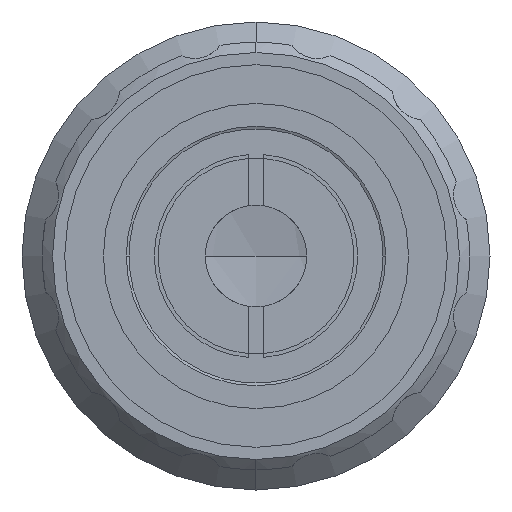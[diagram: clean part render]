
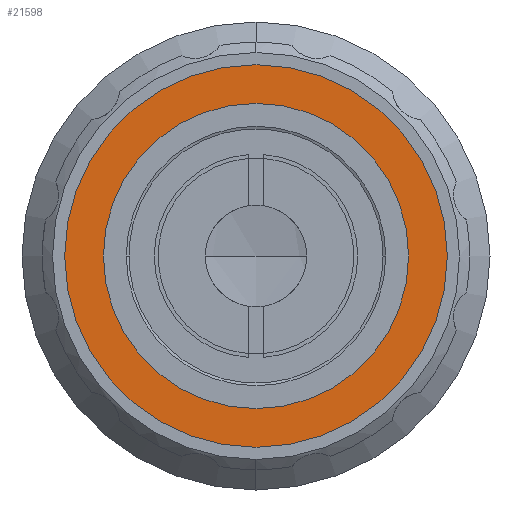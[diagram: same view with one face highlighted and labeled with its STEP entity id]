
A CAD part, left-side view. The second image highlights one B-rep face of the part: STEP entity #21598.
In plain terms, the highlighted planar face has unit normal (-1, 0, 0).
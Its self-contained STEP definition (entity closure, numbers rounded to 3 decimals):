
#132 = ORIENTED_EDGE ( 'NONE', *, *, #9787, .T. ) ;
#190 = FACE_OUTER_BOUND ( 'NONE', #7880, .T. ) ;
#504 = EDGE_LOOP ( 'NONE', ( #6770, #16778 ) ) ;
#510 = DIRECTION ( 'NONE',  ( 0., 0., 1. ) ) ;
#768 = EDGE_CURVE ( 'NONE', #11536, #10940, #8879, .T. ) ;
#1617 = EDGE_CURVE ( 'NONE', #17966, #18856, #16234, .T. ) ;
#2628 = CARTESIAN_POINT ( 'NONE',  ( -40.41, 0., 0. ) ) ;
#2748 = CARTESIAN_POINT ( 'NONE',  ( -40.41, 0., -18.8 ) ) ;
#4335 = DIRECTION ( 'NONE',  ( 0., 0., 1. ) ) ;
#4977 = PLANE ( 'NONE',  #13907 ) ;
#6284 = CARTESIAN_POINT ( 'NONE',  ( -40.41, 0., 0. ) ) ;
#6446 = CARTESIAN_POINT ( 'NONE',  ( -40.41, 0., 0. ) ) ;
#6685 = AXIS2_PLACEMENT_3D ( 'NONE', #6446, #18243, #8154 ) ;
#6770 = ORIENTED_EDGE ( 'NONE', *, *, #18513, .F. ) ;
#7880 = EDGE_LOOP ( 'NONE', ( #132, #16922 ) ) ;
#7970 = AXIS2_PLACEMENT_3D ( 'NONE', #6284, #18084, #7986 ) ;
#7986 = DIRECTION ( 'NONE',  ( 0., 0., 1. ) ) ;
#8154 = DIRECTION ( 'NONE',  ( 0., 0., 1. ) ) ;
#8425 = DIRECTION ( 'NONE',  ( 0., 0., -1. ) ) ;
#8879 = CIRCLE ( 'NONE', #16378, 14.5 ) ;
#9787 = EDGE_CURVE ( 'NONE', #18856, #17966, #11059, .T. ) ;
#10687 = DIRECTION ( 'NONE',  ( -1., 0., 0. ) ) ;
#10920 = CIRCLE ( 'NONE', #20919, 14.5 ) ;
#10940 = VERTEX_POINT ( 'NONE', #14313 ) ;
#11059 = CIRCLE ( 'NONE', #7970, 18.8 ) ;
#11536 = VERTEX_POINT ( 'NONE', #13144 ) ;
#13144 = CARTESIAN_POINT ( 'NONE',  ( -40.41, 0., -14.5 ) ) ;
#13907 = AXIS2_PLACEMENT_3D ( 'NONE', #16810, #18510, #8425 ) ;
#14313 = CARTESIAN_POINT ( 'NONE',  ( -40.41, 0., 14.5 ) ) ;
#14497 = DIRECTION ( 'NONE',  ( -1., 0., 0. ) ) ;
#16234 = CIRCLE ( 'NONE', #6685, 18.8 ) ;
#16378 = AXIS2_PLACEMENT_3D ( 'NONE', #2628, #14497, #4335 ) ;
#16778 = ORIENTED_EDGE ( 'NONE', *, *, #768, .F. ) ;
#16810 = CARTESIAN_POINT ( 'NONE',  ( -40.41, 15., 0. ) ) ;
#16922 = ORIENTED_EDGE ( 'NONE', *, *, #1617, .T. ) ;
#16942 = CARTESIAN_POINT ( 'NONE',  ( -40.41, 0., 18.8 ) ) ;
#17966 = VERTEX_POINT ( 'NONE', #2748 ) ;
#18084 = DIRECTION ( 'NONE',  ( -1., 0., 0. ) ) ;
#18198 = FACE_BOUND ( 'NONE', #504, .T. ) ;
#18243 = DIRECTION ( 'NONE',  ( -1., 0., 0. ) ) ;
#18510 = DIRECTION ( 'NONE',  ( 1., 0., 0. ) ) ;
#18513 = EDGE_CURVE ( 'NONE', #10940, #11536, #10920, .T. ) ;
#18856 = VERTEX_POINT ( 'NONE', #16942 ) ;
#20769 = CARTESIAN_POINT ( 'NONE',  ( -40.41, 0., 0. ) ) ;
#20919 = AXIS2_PLACEMENT_3D ( 'NONE', #20769, #10687, #510 ) ;
#21598 = ADVANCED_FACE ( 'NONE', ( #190, #18198 ), #4977, .F. ) ;
